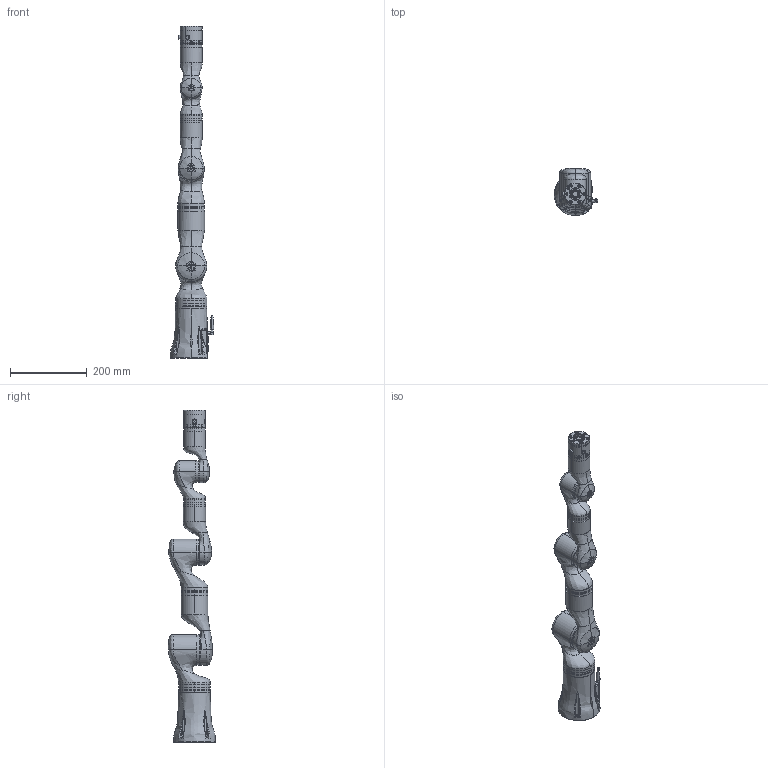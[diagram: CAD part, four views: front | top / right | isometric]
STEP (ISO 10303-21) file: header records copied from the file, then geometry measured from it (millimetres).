
FILE_DESCRIPTION (( 'STEP AP214' ), '1' );
FILE_NAME ('RM65-6F.STEP', '2024-10-15T12:38:52', ( '' ), ( '' ), 'SwSTEP 2.0', 'SolidWorks 2023', '' );
FILE_SCHEMA (( 'AUTOMOTIVE_DESIGN' ));
Length unit declared in the file: millimetre
Products named in the file (10): RM65-B(2)^RM65-B; ____4; RM65-6F; ____3; ____6; ____2; ____7; ____1; 6f; ____5
Assembly tree (9 placements, depth 3):
  RM65-6F
    RM65-B(2)^RM65-B
      ____1
      ____2
      ____3
      ____4
      ____5
      ____6
      ____7
    6f
Bounding box: 114.29 x 123 x 867.8 mm (x, y, z)
Volume: 3043997.1 mm3; surface area: 333602.5 mm2
Topology: 9 solids, 12 shells, 1147 faces, 2821 edges, 1815 vertices
Faces by surface type: cylinder 407, plane 363, bspline 307, cone 70
Entity records: 106552 total; most frequent: CARTESIAN_POINT 81245, ORIENTED_EDGE 5600, DIRECTION 4435, EDGE_CURVE 2800, VERTEX_POINT 1815, AXIS2_PLACEMENT_3D 1673, EDGE_LOOP 1315, ADVANCED_FACE 1147
